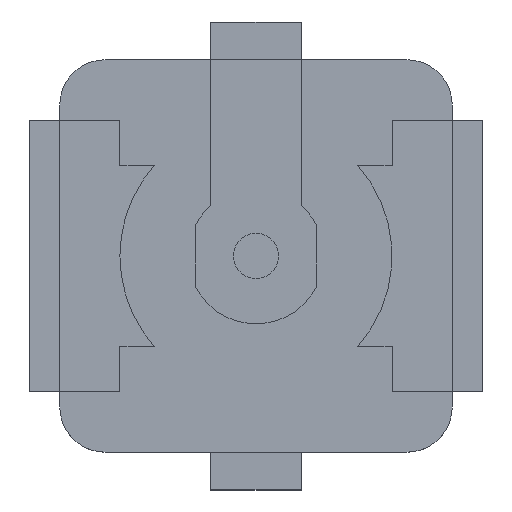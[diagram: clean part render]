
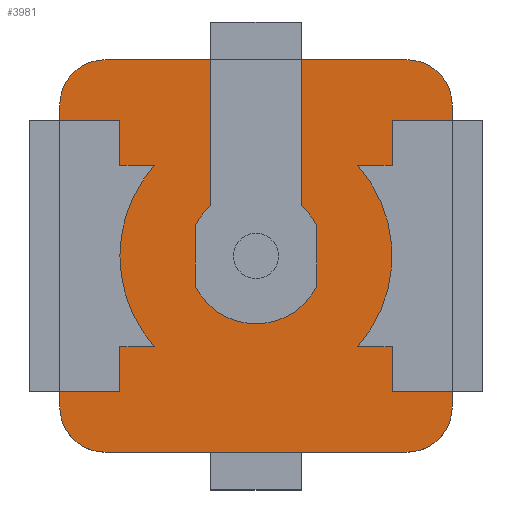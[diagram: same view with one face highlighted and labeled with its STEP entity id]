
A CAD part, top view. The second image highlights one B-rep face of the part: STEP entity #3981.
In plain terms, the highlighted planar face has unit normal (0, 0, 1).
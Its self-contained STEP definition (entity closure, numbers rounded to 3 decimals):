
#3210 = CARTESIAN_POINT ( 'NONE',  ( 1., 1.3, 0. ) ) ;
#3211 = LINE ( 'NONE', #3210, #3260 ) ;
#3259 = DIRECTION ( 'NONE',  ( -1., 0., 0. ) ) ;
#3260 = VECTOR ( 'NONE', #3259, 1000. ) ;
#3274 = FACE_OUTER_BOUND ( 'NONE', #3970, .T. ) ;
#3306 = DIRECTION ( 'NONE',  ( -1., 0., 0. ) ) ;
#3307 = DIRECTION ( 'NONE',  ( 0., 0., -1. ) ) ;
#3308 = CARTESIAN_POINT ( 'NONE',  ( 1., 1., 0. ) ) ;
#3309 = AXIS2_PLACEMENT_3D ( 'NONE', #3308, #3307, #3306 ) ;
#3311 = PLANE ( 'NONE',  #3309 ) ;
#3338 = DIRECTION ( 'NONE',  ( 0., -1., 0. ) ) ;
#3339 = VECTOR ( 'NONE', #3338, 1000. ) ;
#3340 = CARTESIAN_POINT ( 'NONE',  ( -1.3, 1., 0. ) ) ;
#3341 = LINE ( 'NONE', #3340, #3339 ) ;
#3347 = CARTESIAN_POINT ( 'NONE',  ( -1.3, 1., 0. ) ) ;
#3360 = DIRECTION ( 'NONE',  ( -1., 0., 0. ) ) ;
#3361 = DIRECTION ( 'NONE',  ( 0., 0., 1. ) ) ;
#3362 = CARTESIAN_POINT ( 'NONE',  ( -1., 1., 0. ) ) ;
#3363 = AXIS2_PLACEMENT_3D ( 'NONE', #3362, #3361, #3360 ) ;
#3368 = CIRCLE ( 'NONE', #3363, 0.3 ) ;
#3376 = CARTESIAN_POINT ( 'NONE',  ( -1., -1.3, 0. ) ) ;
#3505 = DIRECTION ( 'NONE',  ( 1., 0., 0. ) ) ;
#3506 = DIRECTION ( 'NONE',  ( 0., 0., 1. ) ) ;
#3507 = CARTESIAN_POINT ( 'NONE',  ( 1., -1., 0. ) ) ;
#3508 = AXIS2_PLACEMENT_3D ( 'NONE', #3507, #3506, #3505 ) ;
#3513 = CIRCLE ( 'NONE', #3508, 0.3 ) ;
#3560 = CARTESIAN_POINT ( 'NONE',  ( -1.3, -1., 0. ) ) ;
#3566 = DIRECTION ( 'NONE',  ( 1., 0., 0. ) ) ;
#3567 = DIRECTION ( 'NONE',  ( 0., 0., 1. ) ) ;
#3568 = CARTESIAN_POINT ( 'NONE',  ( -1., -1., 0. ) ) ;
#3569 = AXIS2_PLACEMENT_3D ( 'NONE', #3568, #3567, #3566 ) ;
#3574 = CIRCLE ( 'NONE', #3569, 0.3 ) ;
#3582 = CARTESIAN_POINT ( 'NONE',  ( 1.3, 1., 0. ) ) ;
#3583 = CARTESIAN_POINT ( 'NONE',  ( 1., -1.3, 0. ) ) ;
#3594 = CARTESIAN_POINT ( 'NONE',  ( -1., 1.3, 0. ) ) ;
#3642 = DIRECTION ( 'NONE',  ( 1., 0., 0. ) ) ;
#3643 = VECTOR ( 'NONE', #3642, 1000. ) ;
#3644 = CARTESIAN_POINT ( 'NONE',  ( 1., -1.3, 0. ) ) ;
#3646 = LINE ( 'NONE', #3644, #3643 ) ;
#3647 = DIRECTION ( 'NONE',  ( 0., 1., 0. ) ) ;
#3648 = VECTOR ( 'NONE', #3647, 1000. ) ;
#3649 = CARTESIAN_POINT ( 'NONE',  ( 1.3, 1., 0. ) ) ;
#3650 = LINE ( 'NONE', #3649, #3648 ) ;
#3887 = CARTESIAN_POINT ( 'NONE',  ( 1.3, -1., 0. ) ) ;
#3902 = DIRECTION ( 'NONE',  ( -1., 0., 0. ) ) ;
#3903 = DIRECTION ( 'NONE',  ( 0., 0., 1. ) ) ;
#3904 = CARTESIAN_POINT ( 'NONE',  ( 1., 1., 0. ) ) ;
#3905 = AXIS2_PLACEMENT_3D ( 'NONE', #3904, #3903, #3902 ) ;
#3906 = CIRCLE ( 'NONE', #3905, 0.3 ) ;
#3907 = CARTESIAN_POINT ( 'NONE',  ( 1., 1.3, 0. ) ) ;
#3965 = EDGE_CURVE ( 'NONE', #4160, #4077, #3211, .T. ) ;
#3966 = ORIENTED_EDGE ( 'NONE', *, *, #4055, .T. ) ;
#3970 = EDGE_LOOP ( 'NONE', ( #3976, #4001, #3999, #4002, #3997, #3987, #3966, #3985 ) ) ;
#3976 = ORIENTED_EDGE ( 'NONE', *, *, #4161, .T. ) ;
#3981 = ADVANCED_FACE ( 'NONE', ( #3274 ), #3311, .F. ) ;
#3985 = ORIENTED_EDGE ( 'NONE', *, *, #4094, .T. ) ;
#3987 = ORIENTED_EDGE ( 'NONE', *, *, #4099, .T. ) ;
#3989 = VERTEX_POINT ( 'NONE', #3347 ) ;
#3992 = EDGE_CURVE ( 'NONE', #3989, #4071, #3341, .T. ) ;
#3997 = ORIENTED_EDGE ( 'NONE', *, *, #4068, .T. ) ;
#3999 = ORIENTED_EDGE ( 'NONE', *, *, #4011, .T. ) ;
#4001 = ORIENTED_EDGE ( 'NONE', *, *, #3965, .T. ) ;
#4002 = ORIENTED_EDGE ( 'NONE', *, *, #3992, .T. ) ;
#4011 = EDGE_CURVE ( 'NONE', #4077, #3989, #3368, .T. ) ;
#4033 = VERTEX_POINT ( 'NONE', #3376 ) ;
#4055 = EDGE_CURVE ( 'NONE', #4084, #4170, #3513, .T. ) ;
#4068 = EDGE_CURVE ( 'NONE', #4071, #4033, #3574, .T. ) ;
#4071 = VERTEX_POINT ( 'NONE', #3560 ) ;
#4077 = VERTEX_POINT ( 'NONE', #3594 ) ;
#4084 = VERTEX_POINT ( 'NONE', #3583 ) ;
#4085 = VERTEX_POINT ( 'NONE', #3582 ) ;
#4094 = EDGE_CURVE ( 'NONE', #4170, #4085, #3650, .T. ) ;
#4099 = EDGE_CURVE ( 'NONE', #4033, #4084, #3646, .T. ) ;
#4160 = VERTEX_POINT ( 'NONE', #3907 ) ;
#4161 = EDGE_CURVE ( 'NONE', #4085, #4160, #3906, .T. ) ;
#4170 = VERTEX_POINT ( 'NONE', #3887 ) ;
